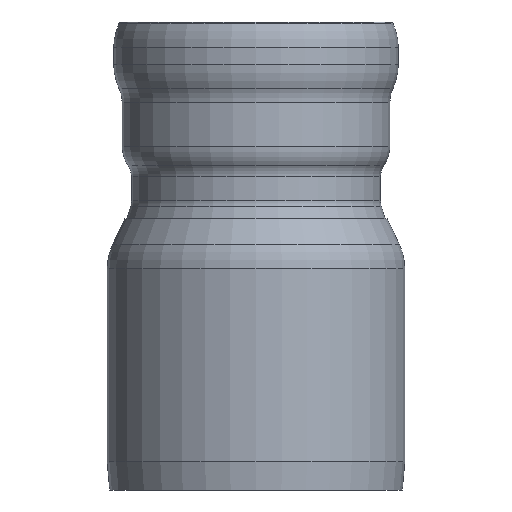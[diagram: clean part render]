
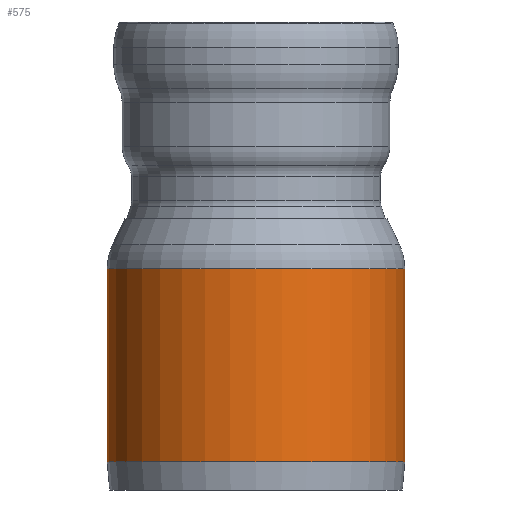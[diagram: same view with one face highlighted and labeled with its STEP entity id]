
A CAD part, front view. The second image highlights one B-rep face of the part: STEP entity #575.
In plain terms, the highlighted cylindrical face has radius 795 mm (diameter 1590 mm), a full revolution.
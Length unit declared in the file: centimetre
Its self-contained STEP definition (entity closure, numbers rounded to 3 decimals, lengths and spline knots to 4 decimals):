
#86=FACE_OUTER_BOUND('',#125,.T.);
#125=EDGE_LOOP('',(#524,#525,#526,#527,#528));
#143=LINE('',#1077,#159);
#159=VECTOR('',#900,79.5);
#224=CIRCLE('',#676,79.5);
#225=CIRCLE('',#677,79.5);
#227=CIRCLE('',#680,79.5);
#279=VERTEX_POINT('',#1069);
#280=VERTEX_POINT('',#1070);
#281=VERTEX_POINT('',#1075);
#360=EDGE_CURVE('',#279,#280,#224,.T.);
#361=EDGE_CURVE('',#280,#279,#225,.T.);
#363=EDGE_CURVE('',#281,#281,#227,.T.);
#364=EDGE_CURVE('',#281,#279,#143,.T.);
#524=ORIENTED_EDGE('',*,*,#363,.F.);
#525=ORIENTED_EDGE('',*,*,#364,.T.);
#526=ORIENTED_EDGE('',*,*,#360,.T.);
#527=ORIENTED_EDGE('',*,*,#361,.T.);
#528=ORIENTED_EDGE('',*,*,#364,.F.);
#542=CYLINDRICAL_SURFACE('',#679,79.5);
#575=ADVANCED_FACE('',(#86),#542,.T.);
#676=AXIS2_PLACEMENT_3D('',#1071,#890,#891);
#677=AXIS2_PLACEMENT_3D('',#1072,#892,#893);
#679=AXIS2_PLACEMENT_3D('',#1074,#896,#897);
#680=AXIS2_PLACEMENT_3D('',#1076,#898,#899);
#890=DIRECTION('center_axis',(0.,0.,-1.));
#891=DIRECTION('ref_axis',(1.,0.,0.));
#892=DIRECTION('center_axis',(0.,0.,-1.));
#893=DIRECTION('ref_axis',(1.,0.,0.));
#896=DIRECTION('center_axis',(0.,0.,-1.));
#897=DIRECTION('ref_axis',(1.,0.,0.));
#898=DIRECTION('center_axis',(0.,0.,-1.));
#899=DIRECTION('ref_axis',(1.,0.,0.));
#900=DIRECTION('',(0.,0.,1.));
#1069=CARTESIAN_POINT('',(704.795,398.9884,-49.2629));
#1070=CARTESIAN_POINT('',(784.295,319.4884,-49.2629));
#1071=CARTESIAN_POINT('Origin',(784.295,398.9884,-49.2629));
#1072=CARTESIAN_POINT('Origin',(784.295,398.9884,-49.2629));
#1074=CARTESIAN_POINT('Origin',(784.295,398.9884,-100.8815));
#1075=CARTESIAN_POINT('',(704.795,398.9884,-152.5));
#1076=CARTESIAN_POINT('Origin',(784.295,398.9884,-152.5));
#1077=CARTESIAN_POINT('',(704.795,398.9884,-100.8815));
